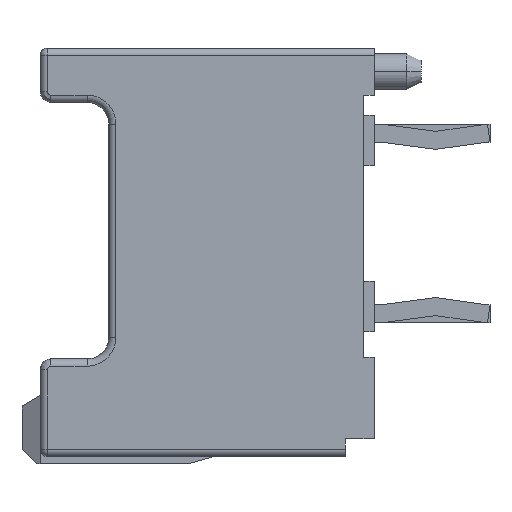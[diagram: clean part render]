
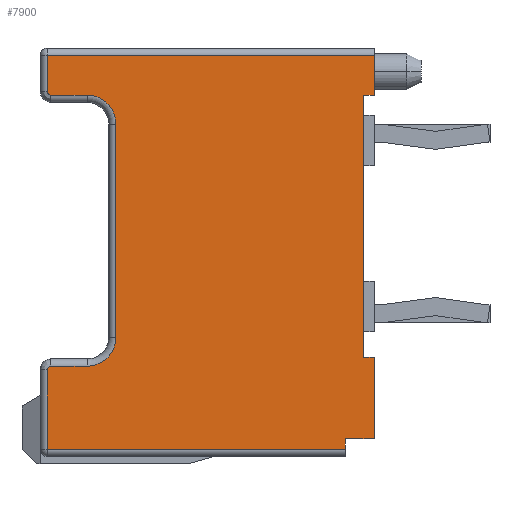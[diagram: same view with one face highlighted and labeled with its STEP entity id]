
A CAD part, left-side view. The second image highlights one B-rep face of the part: STEP entity #7900.
In plain terms, the highlighted planar face has unit normal (-1, 0, 0).
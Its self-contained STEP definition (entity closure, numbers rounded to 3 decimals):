
#1=DIRECTION('',(0.,0.,-1.));
#2=VECTOR('',#1,1.1);
#3=CARTESIAN_POINT('',(-11.7,0.,-0.2));
#4=LINE('',#3,#2);
#5=DIRECTION('',(0.,1.,0.));
#6=VECTOR('',#5,0.3);
#7=CARTESIAN_POINT('',(-11.7,0.,-1.3));
#8=LINE('',#7,#6);
#9=DIRECTION('',(0.,0.,1.));
#10=VECTOR('',#9,7.25);
#11=CARTESIAN_POINT('',(-11.7,0.3,-8.55));
#12=LINE('',#11,#10);
#13=DIRECTION('',(0.,1.,0.));
#14=VECTOR('',#13,0.3);
#15=CARTESIAN_POINT('',(-11.7,0.,-8.55));
#16=LINE('',#15,#14);
#17=DIRECTION('',(0.,0.,-1.));
#18=VECTOR('',#17,2.25);
#19=CARTESIAN_POINT('',(-11.7,0.,-8.55));
#20=LINE('',#19,#18);
#21=DIRECTION('',(0.,1.,0.));
#22=VECTOR('',#21,0.8);
#23=CARTESIAN_POINT('',(-11.7,0.,-10.8));
#24=LINE('',#23,#22);
#25=DIRECTION('',(0.,0.,-1.));
#26=VECTOR('',#25,0.3);
#27=CARTESIAN_POINT('',(-11.7,0.8,-10.8));
#28=LINE('',#27,#26);
#29=DIRECTION('',(0.,0.,-1.));
#30=VECTOR('',#29,1.);
#31=CARTESIAN_POINT('',(-11.7,9.05,-0.2));
#32=LINE('',#31,#30);
#42=CARTESIAN_POINT('',(-11.7,8.95,-1.2));
#43=DIRECTION('',(-1.,0.,0.));
#44=DIRECTION('',(0.,1.,0.));
#45=AXIS2_PLACEMENT_3D('',#42,#43,#44);
#57=DIRECTION('',(0.,-1.,0.));
#58=VECTOR('',#57,1.);
#59=CARTESIAN_POINT('',(-11.7,8.95,-1.3));
#60=LINE('',#59,#58);
#70=CARTESIAN_POINT('',(-11.7,7.95,-2.1));
#71=DIRECTION('',(1.,0.,0.));
#72=DIRECTION('',(0.,0.,1.));
#73=AXIS2_PLACEMENT_3D('',#70,#71,#72);
#85=DIRECTION('',(0.,0.,-1.));
#86=VECTOR('',#85,5.9);
#87=CARTESIAN_POINT('',(-11.7,7.15,-2.1));
#88=LINE('',#87,#86);
#98=CARTESIAN_POINT('',(-11.7,7.95,-8.));
#99=DIRECTION('',(1.,0.,0.));
#100=DIRECTION('',(0.,-1.,0.));
#101=AXIS2_PLACEMENT_3D('',#98,#99,#100);
#113=DIRECTION('',(0.,1.,0.));
#114=VECTOR('',#113,1.);
#115=CARTESIAN_POINT('',(-11.7,7.95,-8.8));
#116=LINE('',#115,#114);
#126=CARTESIAN_POINT('',(-11.7,8.95,-8.9));
#127=DIRECTION('',(-1.,0.,0.));
#128=DIRECTION('',(0.,0.,1.));
#129=AXIS2_PLACEMENT_3D('',#126,#127,#128);
#141=DIRECTION('',(0.,0.,-1.));
#142=VECTOR('',#141,2.2);
#143=CARTESIAN_POINT('',(-11.7,9.05,-8.9));
#144=LINE('',#143,#142);
#159=DIRECTION('',(0.,-1.,0.));
#160=VECTOR('',#159,8.25);
#161=CARTESIAN_POINT('',(-11.7,9.05,-11.1));
#162=LINE('',#161,#160);
#3285=DIRECTION('',(0.,1.,0.));
#3286=VECTOR('',#3285,9.05);
#3287=CARTESIAN_POINT('',(-11.7,0.,-0.2));
#3288=LINE('',#3287,#3286);
#6389=CARTESIAN_POINT('',(-11.7,0.,-8.55));
#6390=CARTESIAN_POINT('',(-11.7,0.3,-8.55));
#6391=VERTEX_POINT('',#6389);
#6392=VERTEX_POINT('',#6390);
#6393=CARTESIAN_POINT('',(-11.7,0.3,-1.3));
#6394=VERTEX_POINT('',#6393);
#6395=CARTESIAN_POINT('',(-11.7,0.,-1.3));
#6396=VERTEX_POINT('',#6395);
#6401=CARTESIAN_POINT('',(-11.7,0.,-10.8));
#6402=VERTEX_POINT('',#6401);
#7421=CARTESIAN_POINT('',(-11.7,9.05,-0.2));
#7422=CARTESIAN_POINT('',(-11.7,9.05,-1.2));
#7423=VERTEX_POINT('',#7421);
#7424=VERTEX_POINT('',#7422);
#7427=CARTESIAN_POINT('',(-11.7,8.95,-1.3));
#7428=VERTEX_POINT('',#7427);
#7431=CARTESIAN_POINT('',(-11.7,7.95,-1.3));
#7432=VERTEX_POINT('',#7431);
#7435=CARTESIAN_POINT('',(-11.7,7.15,-2.1));
#7436=VERTEX_POINT('',#7435);
#7439=CARTESIAN_POINT('',(-11.7,7.15,-8.));
#7440=VERTEX_POINT('',#7439);
#7443=CARTESIAN_POINT('',(-11.7,7.95,-8.8));
#7444=VERTEX_POINT('',#7443);
#7447=CARTESIAN_POINT('',(-11.7,8.95,-8.8));
#7448=VERTEX_POINT('',#7447);
#7451=CARTESIAN_POINT('',(-11.7,9.05,-8.9));
#7452=VERTEX_POINT('',#7451);
#7455=CARTESIAN_POINT('',(-11.7,9.05,-11.1));
#7456=VERTEX_POINT('',#7455);
#7465=CARTESIAN_POINT('',(-11.7,0.8,-11.1));
#7466=VERTEX_POINT('',#7465);
#7469=CARTESIAN_POINT('',(-11.7,0.,-0.2));
#7470=VERTEX_POINT('',#7469);
#7581=CARTESIAN_POINT('',(-11.7,0.8,-10.8));
#7582=VERTEX_POINT('',#7581);
#7857=CARTESIAN_POINT('',(-11.7,0.,0.));
#7858=DIRECTION('',(1.,0.,0.));
#7859=DIRECTION('',(0.,0.,-1.));
#7860=AXIS2_PLACEMENT_3D('',#7857,#7858,#7859);
#7861=PLANE('',#7860);
#7863=ORIENTED_EDGE('',*,*,#7862,.F.);
#7865=ORIENTED_EDGE('',*,*,#7864,.F.);
#7867=ORIENTED_EDGE('',*,*,#7866,.T.);
#7869=ORIENTED_EDGE('',*,*,#7868,.T.);
#7871=ORIENTED_EDGE('',*,*,#7870,.F.);
#7873=ORIENTED_EDGE('',*,*,#7872,.F.);
#7875=ORIENTED_EDGE('',*,*,#7874,.T.);
#7877=ORIENTED_EDGE('',*,*,#7876,.T.);
#7879=ORIENTED_EDGE('',*,*,#7878,.T.);
#7881=ORIENTED_EDGE('',*,*,#7880,.F.);
#7883=ORIENTED_EDGE('',*,*,#7882,.F.);
#7885=ORIENTED_EDGE('',*,*,#7884,.F.);
#7887=ORIENTED_EDGE('',*,*,#7886,.F.);
#7889=ORIENTED_EDGE('',*,*,#7888,.F.);
#7891=ORIENTED_EDGE('',*,*,#7890,.F.);
#7893=ORIENTED_EDGE('',*,*,#7892,.F.);
#7895=ORIENTED_EDGE('',*,*,#7894,.F.);
#7897=ORIENTED_EDGE('',*,*,#7896,.F.);
#7898=EDGE_LOOP('',(#7863,#7865,#7867,#7869,#7871,#7873,#7875,#7877,#7879,#7881,
#7883,#7885,#7887,#7889,#7891,#7893,#7895,#7897));
#7899=FACE_OUTER_BOUND('',#7898,.F.);
#7900=ADVANCED_FACE('',(#7899),#7861,.F.);
#46=CIRCLE('',#45,0.1);
#74=CIRCLE('',#73,0.8);
#102=CIRCLE('',#101,0.8);
#130=CIRCLE('',#129,0.1);
#7862=EDGE_CURVE('',#7423,#7424,#32,.T.);
#7864=EDGE_CURVE('',#7470,#7423,#3288,.T.);
#7866=EDGE_CURVE('',#7470,#6396,#4,.T.);
#7868=EDGE_CURVE('',#6396,#6394,#8,.T.);
#7870=EDGE_CURVE('',#6392,#6394,#12,.T.);
#7872=EDGE_CURVE('',#6391,#6392,#16,.T.);
#7874=EDGE_CURVE('',#6391,#6402,#20,.T.);
#7876=EDGE_CURVE('',#6402,#7582,#24,.T.);
#7878=EDGE_CURVE('',#7582,#7466,#28,.T.);
#7880=EDGE_CURVE('',#7456,#7466,#162,.T.);
#7882=EDGE_CURVE('',#7452,#7456,#144,.T.);
#7884=EDGE_CURVE('',#7448,#7452,#130,.T.);
#7886=EDGE_CURVE('',#7444,#7448,#116,.T.);
#7888=EDGE_CURVE('',#7440,#7444,#102,.T.);
#7890=EDGE_CURVE('',#7436,#7440,#88,.T.);
#7892=EDGE_CURVE('',#7432,#7436,#74,.T.);
#7894=EDGE_CURVE('',#7428,#7432,#60,.T.);
#7896=EDGE_CURVE('',#7424,#7428,#46,.T.);
